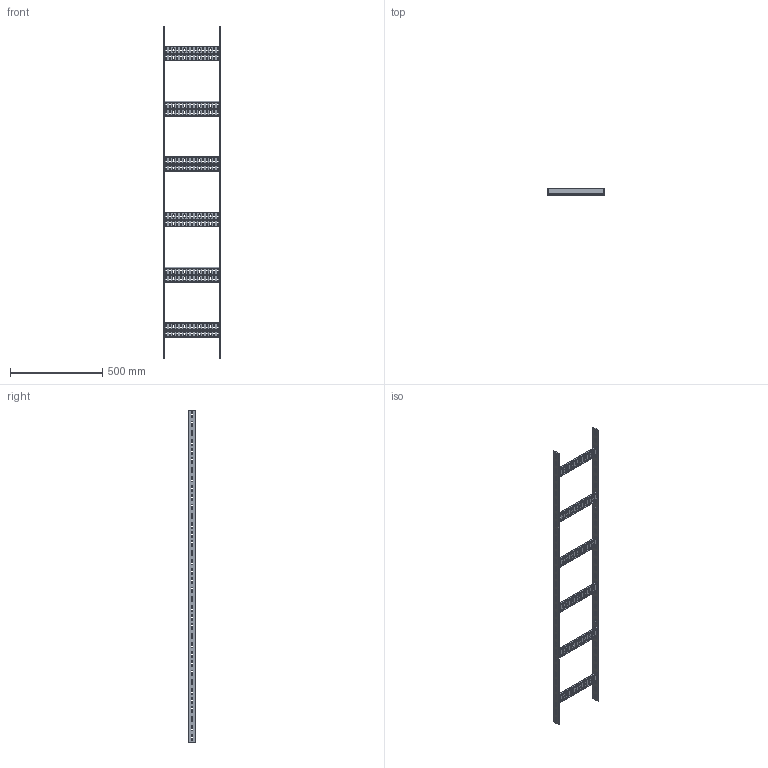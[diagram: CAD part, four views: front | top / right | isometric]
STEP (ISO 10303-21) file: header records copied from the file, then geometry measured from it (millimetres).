
FILE_DESCRIPTION((''),'2;1');
FILE_NAME('414030_ASM','2018-11-07T15:15:47',('tomasz.grudniewski'),(''),'CREO PARAMETRIC BY PTC INC, 2018260','CREO PARAMETRIC BY PTC INC, 2018260','');
FILE_SCHEMA(('CONFIG_CONTROL_DESIGN'));
Length unit declared in the file: millimetre
Products named in the file (3): DOZ_H40_2_3M_PRT; DOCZ_H40_1_300_PRT; 414030_ASM
Assembly tree (8 placements, depth 2):
  414030_ASM
    DOZ_H40_2_3M_PRT  x2
    DOCZ_H40_1_300_PRT  x6
Bounding box: 310 x 40 x 1800 mm (x, y, z)
Volume: 1035514.8 mm3; surface area: 749874.6 mm2
Topology: 8 solids, 8 shells, 1256 faces, 3528 edges, 2288 vertices
Faces by surface type: plane 696, cylinder 560
Entity records: 10608 total; most frequent: DIRECTION 1826, CARTESIAN_POINT 1799, ORIENTED_EDGE 1784, EDGE_CURVE 892, AXIS2_PLACEMENT_3D 611, VECTOR 604, LINE 604, VERTEX_POINT 584
